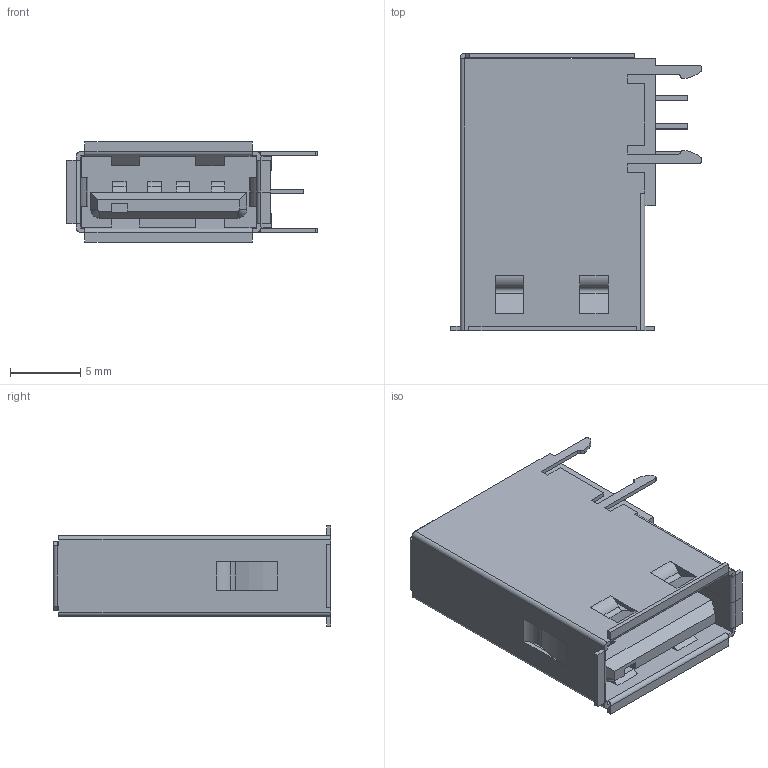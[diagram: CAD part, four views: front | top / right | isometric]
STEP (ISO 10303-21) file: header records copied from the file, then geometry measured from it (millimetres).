
FILE_DESCRIPTION(('STEP AP214'),'1');
FILE_NAME('737251110blf.stp','2016-08-04T06:50:50',('TraceParts'),('TraceParts S.A.'),'Spatial InterOp 3D',' ',' ');
FILE_SCHEMA(('automotive_design'));
Length unit declared in the file: millimetre
Products named in the file (1): 73725-1110BLFC
Bounding box: 17.81 x 19.7 x 7.12 mm (x, y, z)
Volume: 659.7 mm3; surface area: 2389.3 mm2
Topology: 1 solids, 1 shells, 377 faces, 1108 edges, 712 vertices
Faces by surface type: plane 253, cylinder 122, cone 2
Entity records: 12527 total; most frequent: ORIENTED_EDGE 2216, CARTESIAN_POINT 2198, DIRECTION 2110, EDGE_CURVE 1108, LINE 862, VECTOR 862, VERTEX_POINT 712, AXIS2_PLACEMENT_3D 624
